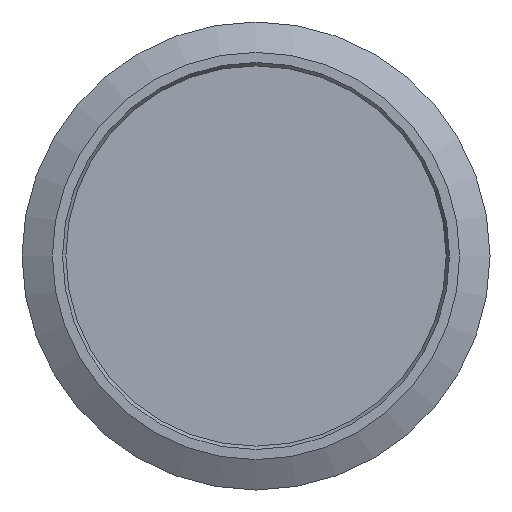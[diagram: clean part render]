
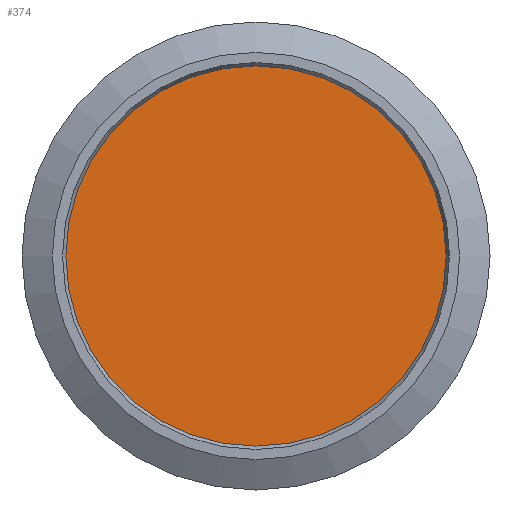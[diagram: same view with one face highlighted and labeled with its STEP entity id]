
A CAD part, front view. The second image highlights one B-rep face of the part: STEP entity #374.
In plain terms, the highlighted planar face has unit normal (0, -1, 0).
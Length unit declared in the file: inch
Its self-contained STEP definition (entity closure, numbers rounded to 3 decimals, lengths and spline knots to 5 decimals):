
#80 = AXIS2_PLACEMENT_3D ( 'NONE', #712, #895, #643 ) ;
#168 = FACE_OUTER_BOUND ( 'NONE', #653, .T. ) ;
#203 = PLANE ( 'NONE',  #80 ) ;
#374 = ADVANCED_FACE ( 'NONE', ( #168 ), #203, .T. ) ;
#399 = CARTESIAN_POINT ( 'NONE',  ( -0.12795, 0.00394, 0. ) ) ;
#521 = ORIENTED_EDGE ( 'NONE', *, *, #596, .T. ) ;
#549 = AXIS2_PLACEMENT_3D ( 'NONE', #743, #1074, #1070 ) ;
#596 = EDGE_CURVE ( 'NONE', #737, #737, #620, .T. ) ;
#620 = CIRCLE ( 'NONE', #549, 0.12795 ) ;
#643 = DIRECTION ( 'NONE',  ( 0., 0., -1. ) ) ;
#653 = EDGE_LOOP ( 'NONE', ( #521 ) ) ;
#712 = CARTESIAN_POINT ( 'NONE',  ( 0., 0.00394, 0. ) ) ;
#737 = VERTEX_POINT ( 'NONE', #399 ) ;
#743 = CARTESIAN_POINT ( 'NONE',  ( 0., 0.00394, 0. ) ) ;
#895 = DIRECTION ( 'NONE',  ( 0., -1., 0. ) ) ;
#1070 = DIRECTION ( 'NONE',  ( -1., 0., 0. ) ) ;
#1074 = DIRECTION ( 'NONE',  ( 0., -1., 0. ) ) ;
